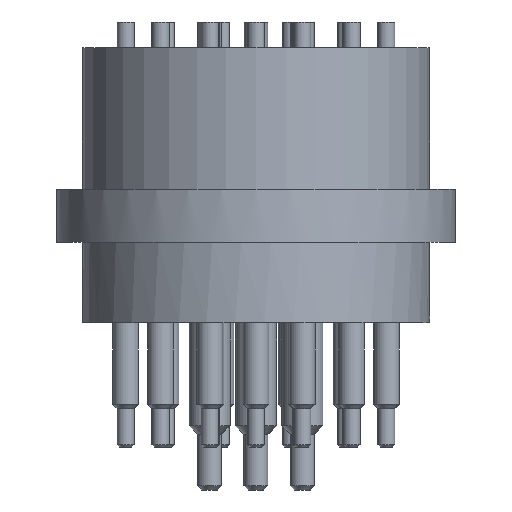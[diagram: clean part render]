
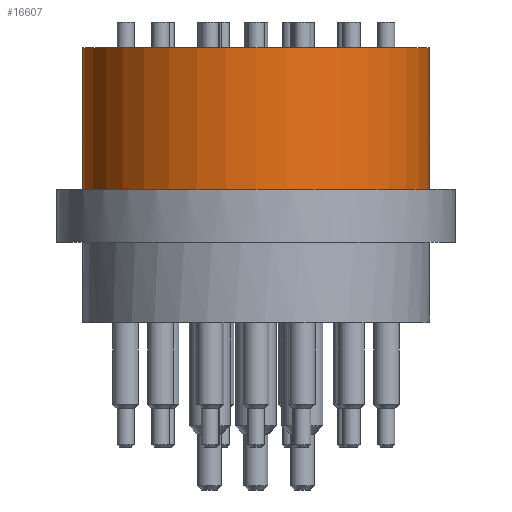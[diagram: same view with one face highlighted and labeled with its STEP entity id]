
A CAD part, front view. The second image highlights one B-rep face of the part: STEP entity #16607.
In plain terms, the highlighted cylindrical face has radius 20.25 mm (diameter 40.5 mm), a full revolution.
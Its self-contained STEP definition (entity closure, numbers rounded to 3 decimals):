
#4307=FACE_BOUND($,#6415,.T.);
#5228=FACE_OUTER_BOUND($,#6414,.T.);
#6414=EDGE_LOOP($,(#14672));
#6415=EDGE_LOOP($,(#14673));
#6680=CIRCLE($,#17429,20.25);
#6681=CIRCLE($,#17430,20.25);
#8203=VERTEX_POINT($,#29518);
#8204=VERTEX_POINT($,#29520);
#10372=EDGE_CURVE($,#8203,#8203,#6680,.T.);
#10373=EDGE_CURVE($,#8204,#8204,#6681,.T.);
#14672=ORIENTED_EDGE($,*,*,#10372,.T.);
#14673=ORIENTED_EDGE($,*,*,#10373,.F.);
#14818=CYLINDRICAL_SURFACE($,#17428,20.25);
#16607=ADVANCED_FACE($,(#5228,#4307),#14818,.T.);
#17428=AXIS2_PLACEMENT_3D($,#29517,#20305,#20306);
#17429=AXIS2_PLACEMENT_3D($,#29519,#20307,#20308);
#17430=AXIS2_PLACEMENT_3D($,#29521,#20309,#20310);
#20305=DIRECTION('center_axis',(0.,0.,1.));
#20306=DIRECTION('ref_axis',(-1.,0.,0.));
#20307=DIRECTION('center_axis',(0.,0.,-1.));
#20308=DIRECTION('ref_axis',(-1.,0.,0.));
#20309=DIRECTION('center_axis',(0.,0.,-1.));
#20310=DIRECTION('ref_axis',(-1.,0.,0.));
#29517=CARTESIAN_POINT('Origin',(0.,0.,15.6));
#29518=CARTESIAN_POINT('',(20.25,0.,32.1));
#29519=CARTESIAN_POINT('Origin',(0.,0.,32.1));
#29520=CARTESIAN_POINT('',(20.25,0.,15.6));
#29521=CARTESIAN_POINT('Origin',(0.,0.,15.6));
